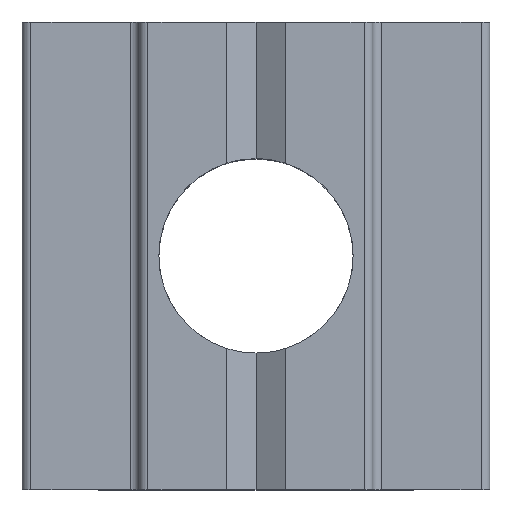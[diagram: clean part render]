
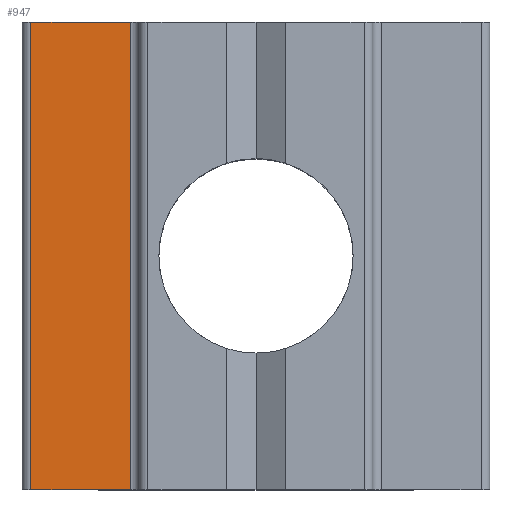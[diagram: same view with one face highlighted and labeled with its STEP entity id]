
A CAD part, top view. The second image highlights one B-rep face of the part: STEP entity #947.
In plain terms, the highlighted planar face has unit normal (0, 0, 1).
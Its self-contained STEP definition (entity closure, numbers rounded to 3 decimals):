
#38 = VERTEX_POINT ( 'NONE', #557 ) ;
#80 = LINE ( 'NONE', #1012, #682 ) ;
#108 = CARTESIAN_POINT ( 'NONE',  ( -7.7, 8., 0. ) ) ;
#115 = CARTESIAN_POINT ( 'NONE',  ( -8., 8., 0. ) ) ;
#149 = PLANE ( 'NONE',  #779 ) ;
#233 = ORIENTED_EDGE ( 'NONE', *, *, #320, .F. ) ;
#239 = DIRECTION ( 'NONE',  ( 0., 1., 0. ) ) ;
#263 = LINE ( 'NONE', #115, #572 ) ;
#286 = VERTEX_POINT ( 'NONE', #108 ) ;
#320 = EDGE_CURVE ( 'NONE', #38, #701, #80, .T. ) ;
#379 = CARTESIAN_POINT ( 'NONE',  ( -7.7, -8., 0. ) ) ;
#393 = EDGE_CURVE ( 'NONE', #844, #701, #445, .T. ) ;
#437 = CARTESIAN_POINT ( 'NONE',  ( -4.3, -8., 0. ) ) ;
#445 = LINE ( 'NONE', #456, #454 ) ;
#448 = DIRECTION ( 'NONE',  ( 1., 0., 0. ) ) ;
#454 = VECTOR ( 'NONE', #448, 1000. ) ;
#456 = CARTESIAN_POINT ( 'NONE',  ( -8., -8., 0. ) ) ;
#485 = VECTOR ( 'NONE', #239, 1000. ) ;
#496 = CARTESIAN_POINT ( 'NONE',  ( -8., -8., 0. ) ) ;
#554 = ORIENTED_EDGE ( 'NONE', *, *, #915, .F. ) ;
#557 = CARTESIAN_POINT ( 'NONE',  ( -4.3, 8., 0. ) ) ;
#572 = VECTOR ( 'NONE', #763, 1000. ) ;
#682 = VECTOR ( 'NONE', #920, 1000. ) ;
#701 = VERTEX_POINT ( 'NONE', #437 ) ;
#757 = EDGE_CURVE ( 'NONE', #286, #38, #263, .T. ) ;
#763 = DIRECTION ( 'NONE',  ( 1., 0., 0. ) ) ;
#776 = LINE ( 'NONE', #809, #485 ) ;
#779 = AXIS2_PLACEMENT_3D ( 'NONE', #496, #880, #971 ) ;
#809 = CARTESIAN_POINT ( 'NONE',  ( -7.7, -8., 0. ) ) ;
#844 = VERTEX_POINT ( 'NONE', #379 ) ;
#865 = ORIENTED_EDGE ( 'NONE', *, *, #393, .T. ) ;
#880 = DIRECTION ( 'NONE',  ( 0., 0., -1. ) ) ;
#911 = ORIENTED_EDGE ( 'NONE', *, *, #757, .F. ) ;
#915 = EDGE_CURVE ( 'NONE', #844, #286, #776, .T. ) ;
#920 = DIRECTION ( 'NONE',  ( 0., -1., 0. ) ) ;
#944 = FACE_OUTER_BOUND ( 'NONE', #1006, .T. ) ;
#947 = ADVANCED_FACE ( 'NONE', ( #944 ), #149, .F. ) ;
#971 = DIRECTION ( 'NONE',  ( 0., 1., 0. ) ) ;
#1006 = EDGE_LOOP ( 'NONE', ( #233, #911, #554, #865 ) ) ;
#1012 = CARTESIAN_POINT ( 'NONE',  ( -4.3, -8., 0. ) ) ;
